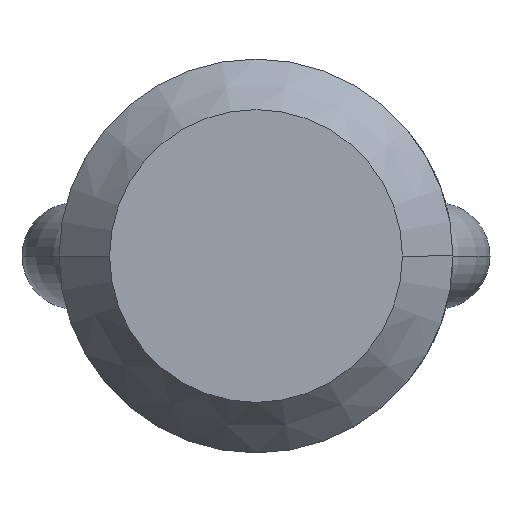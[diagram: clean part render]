
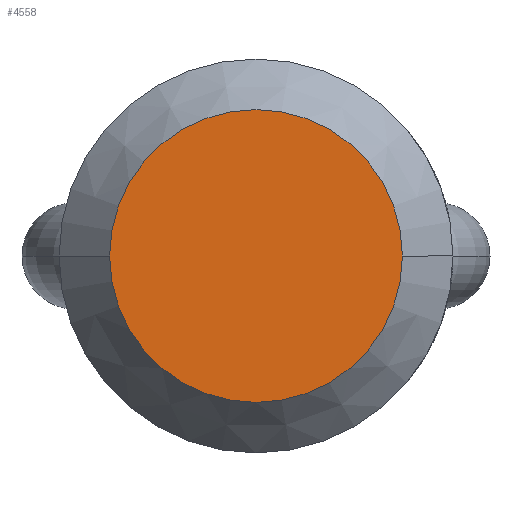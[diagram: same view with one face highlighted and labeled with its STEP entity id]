
A CAD part, front view. The second image highlights one B-rep face of the part: STEP entity #4558.
In plain terms, the highlighted planar face has unit normal (0, -1, 0).
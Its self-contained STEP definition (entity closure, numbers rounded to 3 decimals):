
#9=CARTESIAN_POINT('',(0.,0.,0.));
#10=DIRECTION('',(0.,1.,0.));
#11=DIRECTION('',(1.,0.,0.));
#12=AXIS2_PLACEMENT_3D('',#9,#10,#11);
#14=CARTESIAN_POINT('',(0.,0.,0.));
#15=DIRECTION('',(0.,-1.,0.));
#16=DIRECTION('',(1.,0.,0.));
#17=AXIS2_PLACEMENT_3D('',#14,#15,#16);
#3739=CARTESIAN_POINT('',(63.183,0.,0.));
#3741=VERTEX_POINT('',#3739);
#3747=CARTESIAN_POINT('',(-63.183,0.,0.));
#3749=VERTEX_POINT('',#3747);
#4547=CARTESIAN_POINT('',(0.,0.,0.));
#4548=DIRECTION('',(0.,-1.,0.));
#4549=DIRECTION('',(-1.,0.,0.));
#4550=AXIS2_PLACEMENT_3D('',#4547,#4548,#4549);
#4551=PLANE('',#4550);
#4553=ORIENTED_EDGE('',*,*,#4552,.T.);
#4555=ORIENTED_EDGE('',*,*,#4554,.F.);
#4556=EDGE_LOOP('',(#4553,#4555));
#4557=FACE_OUTER_BOUND('',#4556,.F.);
#4558=ADVANCED_FACE('',(#4557),#4551,.T.);
#13=CIRCLE('',#12,63.183);
#18=CIRCLE('',#17,63.183);
#4552=EDGE_CURVE('',#3741,#3749,#13,.T.);
#4554=EDGE_CURVE('',#3741,#3749,#18,.T.);
